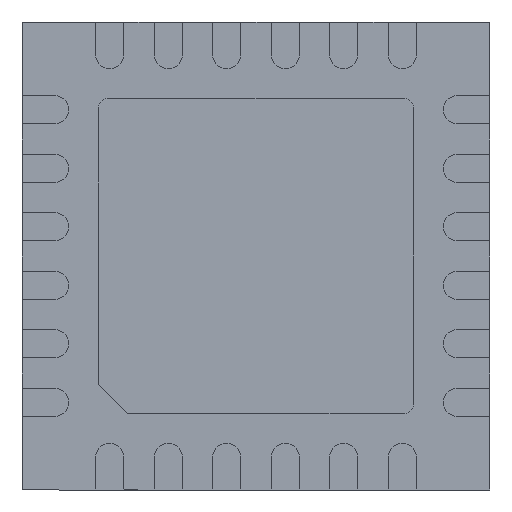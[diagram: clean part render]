
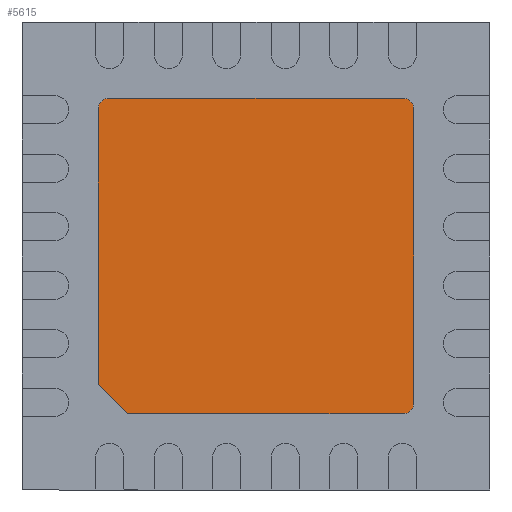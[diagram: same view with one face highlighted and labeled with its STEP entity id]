
A CAD part, front view. The second image highlights one B-rep face of the part: STEP entity #5615.
In plain terms, the highlighted planar face has unit normal (0, -1, 0).
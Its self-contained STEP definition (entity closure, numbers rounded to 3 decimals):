
#284 = CARTESIAN_POINT ( 'NONE',  ( 1.35, 0., 1.25 ) ) ;
#321 = VECTOR ( 'NONE', #2537, 1000. ) ;
#485 = VECTOR ( 'NONE', #1072, 1000. ) ;
#699 = EDGE_CURVE ( 'NONE', #745, #6640, #3169, .T. ) ;
#745 = VERTEX_POINT ( 'NONE', #7326 ) ;
#874 = DIRECTION ( 'NONE',  ( 0., 0., -1. ) ) ;
#890 = VERTEX_POINT ( 'NONE', #7621 ) ;
#1032 = AXIS2_PLACEMENT_3D ( 'NONE', #8248, #1687, #7845 ) ;
#1072 = DIRECTION ( 'NONE',  ( 0., 0., -1. ) ) ;
#1301 = ORIENTED_EDGE ( 'NONE', *, *, #699, .T. ) ;
#1407 = ORIENTED_EDGE ( 'NONE', *, *, #2011, .T. ) ;
#1541 = VECTOR ( 'NONE', #4948, 1000. ) ;
#1570 = CIRCLE ( 'NONE', #1032, 0.1 ) ;
#1687 = DIRECTION ( 'NONE',  ( 0., -1., 0. ) ) ;
#1754 = ORIENTED_EDGE ( 'NONE', *, *, #7390, .T. ) ;
#1844 = ORIENTED_EDGE ( 'NONE', *, *, #6369, .T. ) ;
#1986 = PLANE ( 'NONE',  #6146 ) ;
#2011 = EDGE_CURVE ( 'NONE', #6640, #3926, #1570, .T. ) ;
#2076 = ORIENTED_EDGE ( 'NONE', *, *, #3270, .T. ) ;
#2154 = ORIENTED_EDGE ( 'NONE', *, *, #6795, .T. ) ;
#2353 = CARTESIAN_POINT ( 'NONE',  ( 1.35, 0., 1.35 ) ) ;
#2495 = CARTESIAN_POINT ( 'NONE',  ( -1.35, 0., -1.1 ) ) ;
#2537 = DIRECTION ( 'NONE',  ( 1., 0., 0. ) ) ;
#2614 = VECTOR ( 'NONE', #3079, 1000. ) ;
#2616 = AXIS2_PLACEMENT_3D ( 'NONE', #6871, #7549, #874 ) ;
#2732 = CARTESIAN_POINT ( 'NONE',  ( 1.35, 0., -1.35 ) ) ;
#2982 = EDGE_CURVE ( 'NONE', #3059, #745, #8503, .T. ) ;
#3059 = VERTEX_POINT ( 'NONE', #2495 ) ;
#3079 = DIRECTION ( 'NONE',  ( 0.707, 0., -0.707 ) ) ;
#3100 = ORIENTED_EDGE ( 'NONE', *, *, #2982, .T. ) ;
#3169 = LINE ( 'NONE', #6461, #321 ) ;
#3171 = CIRCLE ( 'NONE', #2616, 0.1 ) ;
#3270 = EDGE_CURVE ( 'NONE', #890, #7440, #3171, .T. ) ;
#3460 = CARTESIAN_POINT ( 'NONE',  ( 0., 0., 0. ) ) ;
#3687 = CIRCLE ( 'NONE', #8612, 0.1 ) ;
#3792 = DIRECTION ( 'NONE',  ( 0., 0., -1. ) ) ;
#3926 = VERTEX_POINT ( 'NONE', #8173 ) ;
#4123 = CARTESIAN_POINT ( 'NONE',  ( 1.25, 0., -1.35 ) ) ;
#4230 = DIRECTION ( 'NONE',  ( 0., 0., 1. ) ) ;
#4647 = VERTEX_POINT ( 'NONE', #284 ) ;
#4821 = VECTOR ( 'NONE', #4230, 1000. ) ;
#4948 = DIRECTION ( 'NONE',  ( -1., 0., 0. ) ) ;
#4998 = CARTESIAN_POINT ( 'NONE',  ( -1.35, 0., -1.35 ) ) ;
#5077 = LINE ( 'NONE', #2732, #4821 ) ;
#5270 = FACE_OUTER_BOUND ( 'NONE', #6459, .T. ) ;
#5615 = ADVANCED_FACE ( 'NONE', ( #5270 ), #1986, .T. ) ;
#5701 = CARTESIAN_POINT ( 'NONE',  ( 1.25, 0., 1.25 ) ) ;
#5743 = VERTEX_POINT ( 'NONE', #6319 ) ;
#6146 = AXIS2_PLACEMENT_3D ( 'NONE', #3460, #6875, #7551 ) ;
#6309 = LINE ( 'NONE', #4998, #485 ) ;
#6319 = CARTESIAN_POINT ( 'NONE',  ( 1.25, 0., 1.35 ) ) ;
#6369 = EDGE_CURVE ( 'NONE', #7440, #3059, #6309, .T. ) ;
#6459 = EDGE_LOOP ( 'NONE', ( #1844, #3100, #1301, #1407, #7850, #2154, #1754, #2076 ) ) ;
#6461 = CARTESIAN_POINT ( 'NONE',  ( 1.35, 0., -1.35 ) ) ;
#6640 = VERTEX_POINT ( 'NONE', #4123 ) ;
#6795 = EDGE_CURVE ( 'NONE', #4647, #5743, #3687, .T. ) ;
#6871 = CARTESIAN_POINT ( 'NONE',  ( -1.25, 0., 1.25 ) ) ;
#6875 = DIRECTION ( 'NONE',  ( 0., -1., 0. ) ) ;
#6944 = CARTESIAN_POINT ( 'NONE',  ( -1.35, 0., 1.25 ) ) ;
#6961 = DIRECTION ( 'NONE',  ( 0., -1., 0. ) ) ;
#7298 = LINE ( 'NONE', #2353, #1541 ) ;
#7326 = CARTESIAN_POINT ( 'NONE',  ( -1.1, 0., -1.35 ) ) ;
#7390 = EDGE_CURVE ( 'NONE', #5743, #890, #7298, .T. ) ;
#7440 = VERTEX_POINT ( 'NONE', #6944 ) ;
#7549 = DIRECTION ( 'NONE',  ( 0., -1., 0. ) ) ;
#7551 = DIRECTION ( 'NONE',  ( 0., 0., -1. ) ) ;
#7621 = CARTESIAN_POINT ( 'NONE',  ( -1.25, 0., 1.35 ) ) ;
#7676 = EDGE_CURVE ( 'NONE', #3926, #4647, #5077, .T. ) ;
#7737 = CARTESIAN_POINT ( 'NONE',  ( -1.225, 0., -1.225 ) ) ;
#7845 = DIRECTION ( 'NONE',  ( 0., 0., -1. ) ) ;
#7850 = ORIENTED_EDGE ( 'NONE', *, *, #7676, .T. ) ;
#8173 = CARTESIAN_POINT ( 'NONE',  ( 1.35, 0., -1.25 ) ) ;
#8248 = CARTESIAN_POINT ( 'NONE',  ( 1.25, 0., -1.25 ) ) ;
#8503 = LINE ( 'NONE', #7737, #2614 ) ;
#8612 = AXIS2_PLACEMENT_3D ( 'NONE', #5701, #6961, #3792 ) ;
